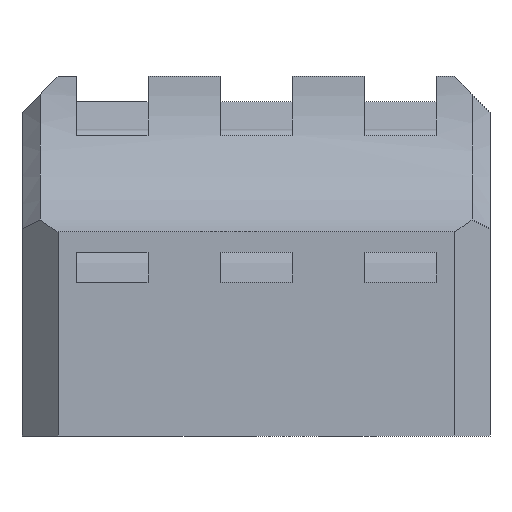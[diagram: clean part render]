
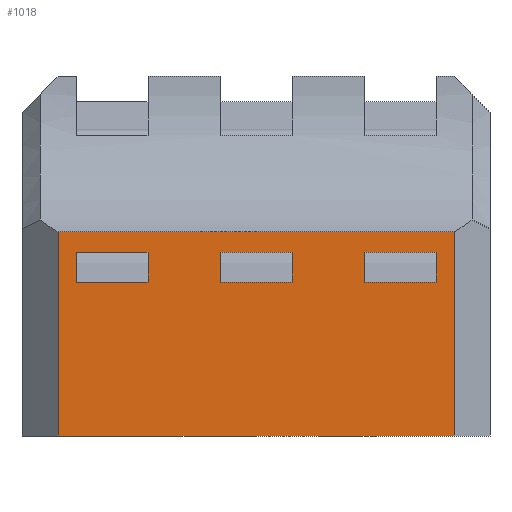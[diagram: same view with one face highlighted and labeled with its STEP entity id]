
A CAD part, front view. The second image highlights one B-rep face of the part: STEP entity #1018.
In plain terms, the highlighted planar face has unit normal (0, -1, 0).
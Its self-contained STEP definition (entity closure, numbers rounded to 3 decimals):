
#25=FACE_BOUND('',#167,.T.);
#26=FACE_BOUND('',#168,.T.);
#27=FACE_BOUND('',#169,.T.);
#110=FACE_OUTER_BOUND('',#166,.T.);
#166=EDGE_LOOP('',(#760,#761,#762,#763));
#167=EDGE_LOOP('',(#764,#765,#766,#767));
#168=EDGE_LOOP('',(#768,#769,#770,#771));
#169=EDGE_LOOP('',(#772,#773,#774,#775));
#252=LINE('',#1603,#353);
#263=LINE('',#1635,#364);
#264=LINE('',#1636,#365);
#265=LINE('',#1637,#366);
#266=LINE('',#1640,#367);
#267=LINE('',#1642,#368);
#268=LINE('',#1644,#369);
#269=LINE('',#1645,#370);
#270=LINE('',#1648,#371);
#271=LINE('',#1650,#372);
#272=LINE('',#1652,#373);
#273=LINE('',#1653,#374);
#274=LINE('',#1656,#375);
#275=LINE('',#1658,#376);
#276=LINE('',#1660,#377);
#277=LINE('',#1661,#378);
#353=VECTOR('',#1269,1000.);
#364=VECTOR('',#1306,1000.);
#365=VECTOR('',#1307,1000.);
#366=VECTOR('',#1308,1000.);
#367=VECTOR('',#1309,1000.);
#368=VECTOR('',#1310,1000.);
#369=VECTOR('',#1311,1000.);
#370=VECTOR('',#1312,1000.);
#371=VECTOR('',#1313,1000.);
#372=VECTOR('',#1314,1000.);
#373=VECTOR('',#1315,1000.);
#374=VECTOR('',#1316,1000.);
#375=VECTOR('',#1317,1000.);
#376=VECTOR('',#1318,1000.);
#377=VECTOR('',#1319,1000.);
#378=VECTOR('',#1320,1000.);
#459=VERTEX_POINT('',#1601);
#460=VERTEX_POINT('',#1602);
#467=VERTEX_POINT('',#1633);
#468=VERTEX_POINT('',#1634);
#469=VERTEX_POINT('',#1638);
#470=VERTEX_POINT('',#1639);
#471=VERTEX_POINT('',#1641);
#472=VERTEX_POINT('',#1643);
#473=VERTEX_POINT('',#1646);
#474=VERTEX_POINT('',#1647);
#475=VERTEX_POINT('',#1649);
#476=VERTEX_POINT('',#1651);
#477=VERTEX_POINT('',#1654);
#478=VERTEX_POINT('',#1655);
#479=VERTEX_POINT('',#1657);
#480=VERTEX_POINT('',#1659);
#565=EDGE_CURVE('',#459,#460,#252,.T.);
#583=EDGE_CURVE('',#467,#468,#263,.T.);
#584=EDGE_CURVE('',#467,#460,#264,.T.);
#585=EDGE_CURVE('',#459,#468,#265,.T.);
#586=EDGE_CURVE('',#469,#470,#266,.T.);
#587=EDGE_CURVE('',#469,#471,#267,.T.);
#588=EDGE_CURVE('',#471,#472,#268,.T.);
#589=EDGE_CURVE('',#470,#472,#269,.T.);
#590=EDGE_CURVE('',#473,#474,#270,.T.);
#591=EDGE_CURVE('',#473,#475,#271,.T.);
#592=EDGE_CURVE('',#475,#476,#272,.T.);
#593=EDGE_CURVE('',#474,#476,#273,.T.);
#594=EDGE_CURVE('',#477,#478,#274,.T.);
#595=EDGE_CURVE('',#477,#479,#275,.T.);
#596=EDGE_CURVE('',#479,#480,#276,.T.);
#597=EDGE_CURVE('',#478,#480,#277,.T.);
#760=ORIENTED_EDGE('',*,*,#583,.F.);
#761=ORIENTED_EDGE('',*,*,#584,.T.);
#762=ORIENTED_EDGE('',*,*,#565,.F.);
#763=ORIENTED_EDGE('',*,*,#585,.T.);
#764=ORIENTED_EDGE('',*,*,#586,.F.);
#765=ORIENTED_EDGE('',*,*,#587,.T.);
#766=ORIENTED_EDGE('',*,*,#588,.T.);
#767=ORIENTED_EDGE('',*,*,#589,.F.);
#768=ORIENTED_EDGE('',*,*,#590,.F.);
#769=ORIENTED_EDGE('',*,*,#591,.T.);
#770=ORIENTED_EDGE('',*,*,#592,.T.);
#771=ORIENTED_EDGE('',*,*,#593,.F.);
#772=ORIENTED_EDGE('',*,*,#594,.F.);
#773=ORIENTED_EDGE('',*,*,#595,.T.);
#774=ORIENTED_EDGE('',*,*,#596,.T.);
#775=ORIENTED_EDGE('',*,*,#597,.F.);
#978=PLANE('',#1102);
#1018=ADVANCED_FACE('',(#110,#25,#26,#27),#978,.T.);
#1102=AXIS2_PLACEMENT_3D('',#1632,#1304,#1305);
#1269=DIRECTION('',(-1.,0.,0.));
#1304=DIRECTION('center_axis',(0.,-1.,0.));
#1305=DIRECTION('ref_axis',(1.,0.,0.));
#1306=DIRECTION('',(1.,0.,0.));
#1307=DIRECTION('',(0.,0.,-1.));
#1308=DIRECTION('',(0.,0.,1.));
#1309=DIRECTION('',(0.,0.,-1.));
#1310=DIRECTION('',(1.,0.,0.));
#1311=DIRECTION('',(0.,0.,-1.));
#1312=DIRECTION('',(1.,0.,0.));
#1313=DIRECTION('',(0.,0.,-1.));
#1314=DIRECTION('',(1.,0.,0.));
#1315=DIRECTION('',(0.,0.,-1.));
#1316=DIRECTION('',(1.,0.,0.));
#1317=DIRECTION('',(0.,0.,-1.));
#1318=DIRECTION('',(1.,0.,0.));
#1319=DIRECTION('',(0.,0.,-1.));
#1320=DIRECTION('',(1.,0.,0.));
#1601=CARTESIAN_POINT('',(11.,-10.,0.));
#1602=CARTESIAN_POINT('',(-11.,-10.,0.));
#1603=CARTESIAN_POINT('',(0.,-10.,0.));
#1632=CARTESIAN_POINT('Origin',(0.,-10.,20.));
#1633=CARTESIAN_POINT('',(-11.,-10.,11.34));
#1634=CARTESIAN_POINT('',(11.,-10.,11.34));
#1635=CARTESIAN_POINT('',(-17.,-10.,11.34));
#1636=CARTESIAN_POINT('',(-11.,-10.,0.));
#1637=CARTESIAN_POINT('',(11.,-10.,20.));
#1638=CARTESIAN_POINT('',(6.,-10.,10.202));
#1639=CARTESIAN_POINT('',(6.,-10.,8.544));
#1640=CARTESIAN_POINT('',(6.,-10.,20.));
#1641=CARTESIAN_POINT('',(10.,-10.,10.202));
#1642=CARTESIAN_POINT('',(6.,-10.,10.202));
#1643=CARTESIAN_POINT('',(10.,-10.,8.544));
#1644=CARTESIAN_POINT('',(10.,-10.,20.));
#1645=CARTESIAN_POINT('',(6.,-10.,8.544));
#1646=CARTESIAN_POINT('',(-2.,-10.,10.202));
#1647=CARTESIAN_POINT('',(-2.,-10.,8.544));
#1648=CARTESIAN_POINT('',(-2.,-10.,20.));
#1649=CARTESIAN_POINT('',(2.,-10.,10.202));
#1650=CARTESIAN_POINT('',(-2.,-10.,10.202));
#1651=CARTESIAN_POINT('',(2.,-10.,8.544));
#1652=CARTESIAN_POINT('',(2.,-10.,20.));
#1653=CARTESIAN_POINT('',(-2.,-10.,8.544));
#1654=CARTESIAN_POINT('',(-10.,-10.,10.202));
#1655=CARTESIAN_POINT('',(-10.,-10.,8.544));
#1656=CARTESIAN_POINT('',(-10.,-10.,20.));
#1657=CARTESIAN_POINT('',(-6.,-10.,10.202));
#1658=CARTESIAN_POINT('',(-10.,-10.,10.202));
#1659=CARTESIAN_POINT('',(-6.,-10.,8.544));
#1660=CARTESIAN_POINT('',(-6.,-10.,20.));
#1661=CARTESIAN_POINT('',(-10.,-10.,8.544));
